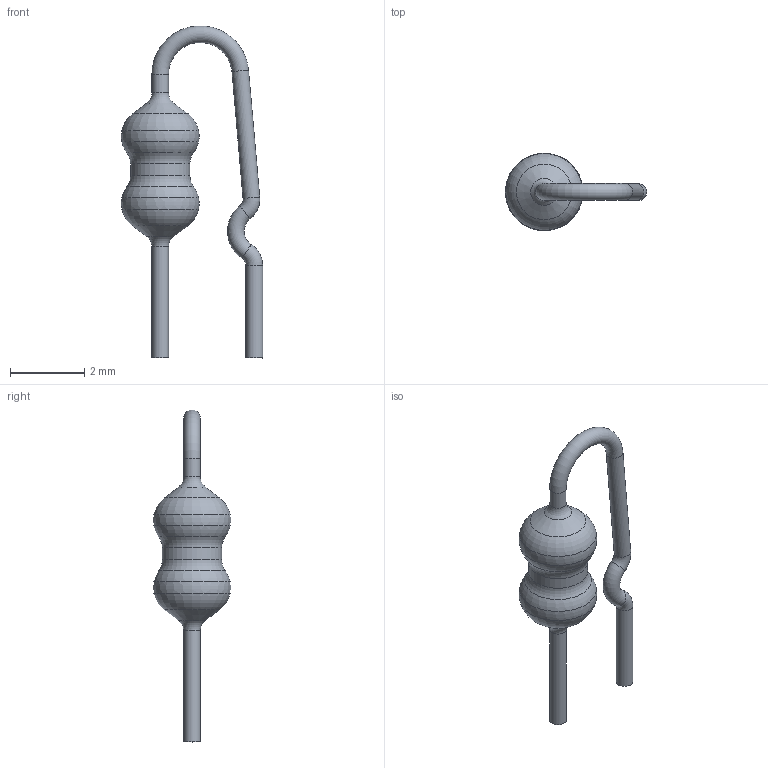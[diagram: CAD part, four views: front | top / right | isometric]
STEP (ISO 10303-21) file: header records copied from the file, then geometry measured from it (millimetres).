
FILE_DESCRIPTION(('STEP AP214'), '1');
FILE_NAME('RES-0.125W-V-CF', '', ('UNSPECIFIED'), ('UNSPECIFIED'), 'ASCON STEP Converter 1.3', 'ASCON Math Kernel', '');
FILE_SCHEMA(('AUTOMOTIVE_DESIGN { 1 0 10303 214 3 1 1}'));
Length unit declared in the file: millimetre
Bounding box: 3.81 x 2.08 x 8.96 mm (x, y, z)
Volume: 11.4 mm3; surface area: 45.8 mm2
Topology: 3 solids, 3 shells, 27 faces, 45 edges, 24 vertices
Faces by surface type: torus 14, plane 6, cylinder 5, cone 2
Full cylindrical faces by diameter (mm): 0.45 x4, 1.6 x1
Entity records: 786 total; most frequent: DIRECTION 104, CARTESIAN_POINT 76, AXIS2_PLACEMENT_3D 52, EDGE_LOOP 48, ORIENTED_EDGE 48, FACE_OUTER_BOUND 42, COLOUR_RGB 30, FILL_AREA_STYLE_COLOUR 30
